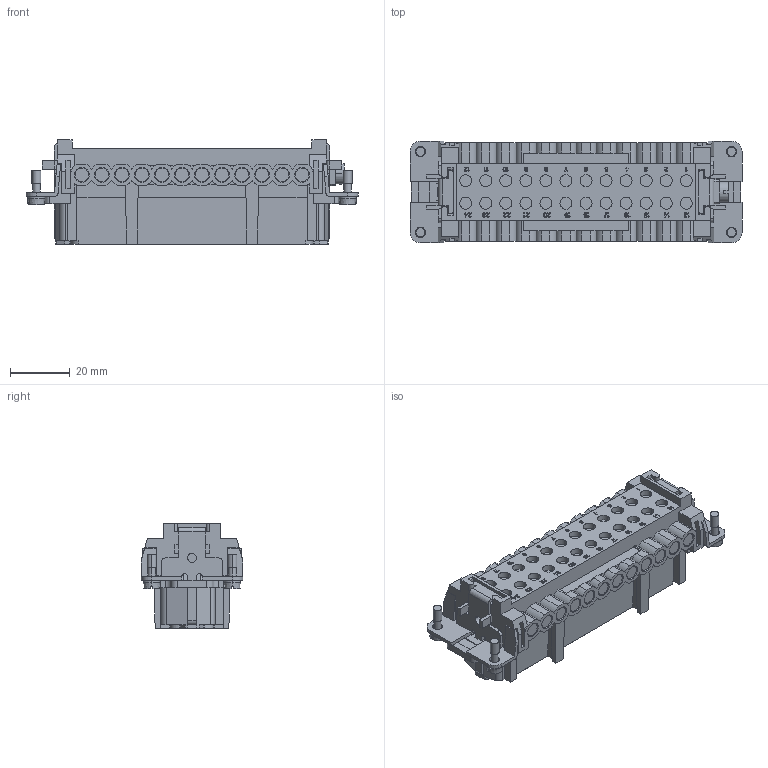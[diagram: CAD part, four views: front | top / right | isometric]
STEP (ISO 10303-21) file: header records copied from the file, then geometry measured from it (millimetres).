
FILE_DESCRIPTION(('Creo Elements/Direct Modeling STEP Export'),'2;1');
FILE_NAME('0ln7uvk451kbnei2856','2016-10-03T 8:46:59',(''),(''),'PTC Creo Elements/Direct Modeling STEP processor for AP214 (Solid Model)','PTC Creo Elements/Direct Modeling 19.0E 27-Jun-2016 (C) Parametric Technology GmbH','');
FILE_SCHEMA(('AUTOMOTIVE_DESIGN { 1 0 10303 214 1 1 1 1 }'));
Products named in the file (2): CNEF_24_RY
Assembly tree (1 placements, depth 2):
  CNEF_24_RY
    CNEF_24_RY
Bounding box: 111 x 34 x 34.9 mm (x, y, z)
Volume: 59892 mm3; surface area: 24110.4 mm2
Topology: 1 solids, 1 shells, 1206 faces, 5941 edges, 4960 vertices
Faces by surface type: plane 765, cylinder 433, cone 8
Entity records: 69747 total; most frequent: ORIENTED_EDGE 11890, CARTESIAN_POINT 11792, DIRECTION 8231, EDGE_CURVE 5941, VERTEX_POINT 4960, VECTOR 4871, LINE 4871, AXIS2_PLACEMENT_3D 1680
